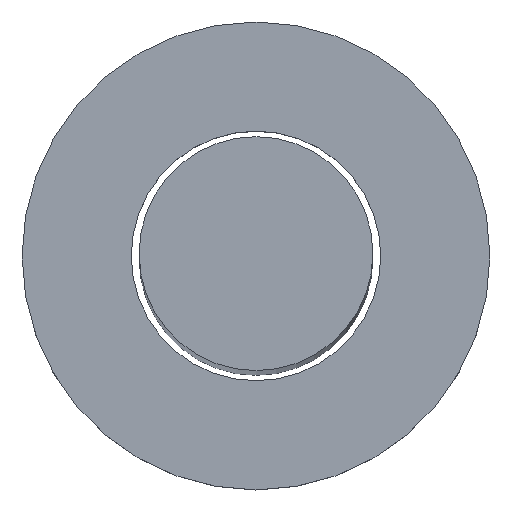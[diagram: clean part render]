
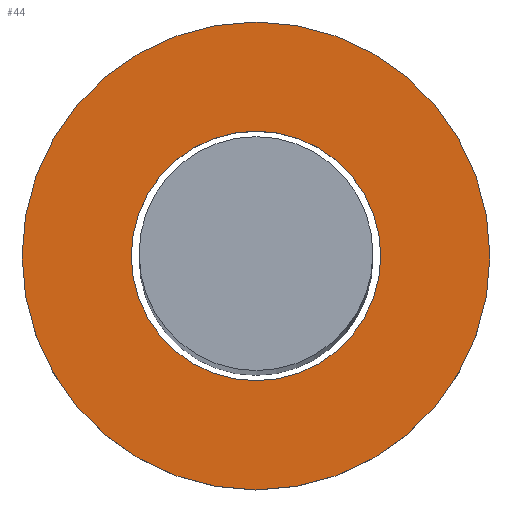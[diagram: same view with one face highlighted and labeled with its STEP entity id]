
A CAD part, top view. The second image highlights one B-rep face of the part: STEP entity #44.
In plain terms, the highlighted planar face has unit normal (0, 0, 1).
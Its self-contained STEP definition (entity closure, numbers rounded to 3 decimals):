
#44=ADVANCED_FACE('',(#87,#88),#89,.T.);
#87=FACE_OUTER_BOUND('',#130,.T.);
#88=FACE_BOUND('',#131,.T.);
#89=PLANE('',#132);
#130=EDGE_LOOP('',(#183,#184));
#131=EDGE_LOOP('',(#185,#186));
#132=AXIS2_PLACEMENT_3D('',#187,#188,#189);
#183=ORIENTED_EDGE('',*,*,#228,.F.);
#184=ORIENTED_EDGE('',*,*,#241,.F.);
#185=ORIENTED_EDGE('',*,*,#235,.T.);
#186=ORIENTED_EDGE('',*,*,#237,.T.);
#187=CARTESIAN_POINT('',(0.,0.0,0.8));
#188=DIRECTION('',(0.0,0.0,1.0));
#189=DIRECTION('',(1.0,-0.0,0.0));
#228=EDGE_CURVE('',#255,#258,#259,.T.);
#235=EDGE_CURVE('',#265,#269,#271,.T.);
#237=EDGE_CURVE('',#269,#265,#273,.T.);
#241=EDGE_CURVE('',#258,#255,#277,.T.);
#255=VERTEX_POINT('',#295);
#258=VERTEX_POINT('',#299);
#259=CIRCLE('',#300,6.0);
#265=VERTEX_POINT('',#307);
#269=VERTEX_POINT('',#312);
#271=CIRCLE('',#315,3.2);
#273=CIRCLE('',#317,3.2);
#277=CIRCLE('',#321,6.0);
#295=CARTESIAN_POINT('',(6.0,0.0,0.8));
#299=CARTESIAN_POINT('',(-6.0,0.,0.8));
#300=AXIS2_PLACEMENT_3D('',#341,#342,#343);
#307=CARTESIAN_POINT('',(3.2,0.0,0.8));
#312=CARTESIAN_POINT('',(-3.2,0.,0.8));
#315=AXIS2_PLACEMENT_3D('',#353,#354,#355);
#317=AXIS2_PLACEMENT_3D('',#356,#357,#358);
#321=AXIS2_PLACEMENT_3D('',#365,#366,#367);
#341=CARTESIAN_POINT('',(0.,0.0,0.8));
#342=DIRECTION('',(0.0,0.0,-1.0));
#343=DIRECTION('',(1.0,0.0,0.0));
#353=CARTESIAN_POINT('',(0.,0.0,0.8));
#354=DIRECTION('',(0.0,0.0,-1.0));
#355=DIRECTION('',(1.0,0.0,0.0));
#356=CARTESIAN_POINT('',(0.,0.0,0.8));
#357=DIRECTION('',(0.0,0.0,-1.0));
#358=DIRECTION('',(1.0,0.0,0.0));
#365=CARTESIAN_POINT('',(0.,0.0,0.8));
#366=DIRECTION('',(0.0,0.0,-1.0));
#367=DIRECTION('',(1.0,0.0,0.0));
